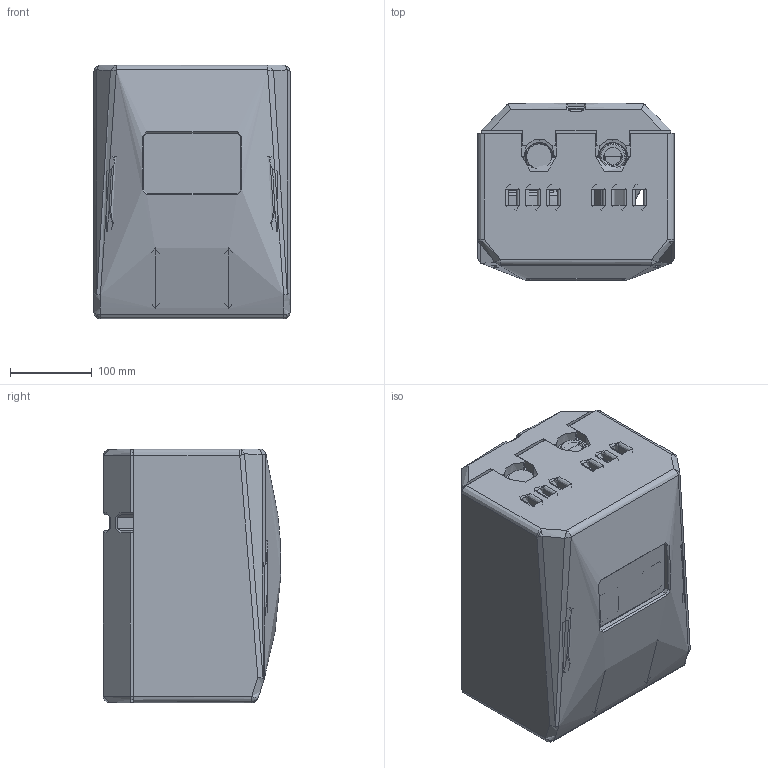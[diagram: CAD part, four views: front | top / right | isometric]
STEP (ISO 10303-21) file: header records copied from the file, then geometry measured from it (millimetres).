
FILE_DESCRIPTION (( 'STEP AP203' ), '1' );
FILE_NAME ('HKM20.STEP', '2022-12-01T14:59:01', ( '' ), ( '' ), 'SwSTEP 2.0', 'SolidWorks 2021', '' );
FILE_SCHEMA (( 'CONFIG_CONTROL_DESIGN' ));
Products named in the file (1): HKM20
Bounding box: 240 x 216.83 x 310 mm (x, y, z)
Topology: 0 solids, 8 shells, 5001 faces, 13434 edges, 8349 vertices
Faces by surface type: cylinder 1511, plane 1495, bspline 1395, cone 524, torus 76
Entity records: 244789 total; most frequent: CARTESIAN_POINT 134574, ORIENTED_EDGE 26584, DIRECTION 18119, EDGE_CURVE 13313, VERTEX_POINT 8358, AXIS2_PLACEMENT_3D 6523, EDGE_LOOP 5173, LINE 5073
